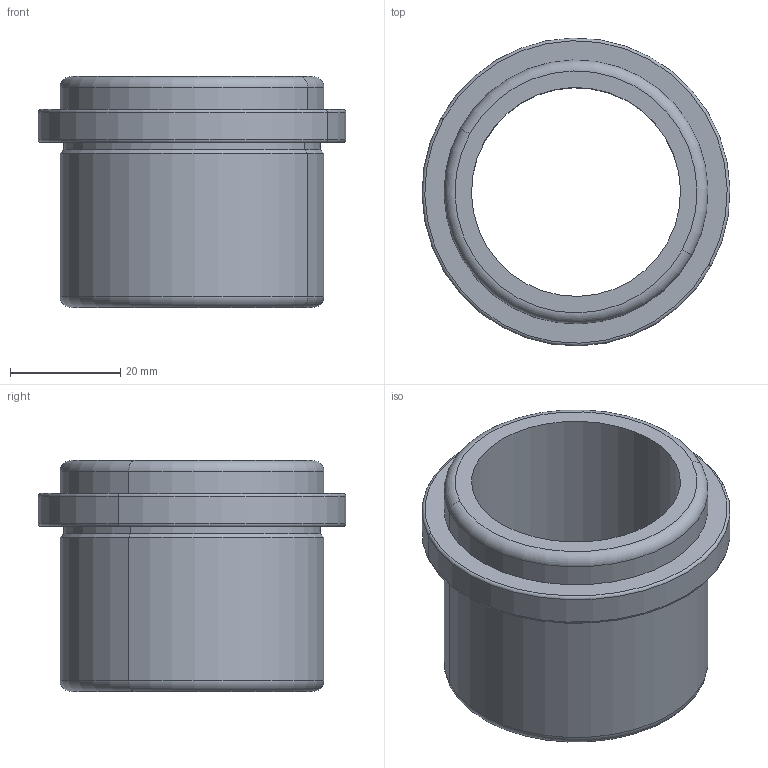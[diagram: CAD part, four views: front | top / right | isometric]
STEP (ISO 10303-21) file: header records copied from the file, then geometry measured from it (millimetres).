
FILE_DESCRIPTION(('CATIA V5 STEP Exchange'),'2;1');
FILE_NAME('RDBA300C.3042.stp','2017-03-19T23:15:10+00:00',('none'),('none'),'CATIA Version 5 Release 19 GA (IN-10)','CATIA V5 STEP AP203','none');
FILE_SCHEMA(('CONFIG_CONTROL_DESIGN'));
Length unit declared in the file: millimetre
Products named in the file (1): RDBA300C.3042
Bounding box: 55.98 x 55.98 x 42 mm (x, y, z)
Volume: 31844.6 mm3; surface area: 13957.7 mm2
Topology: 1 solids, 1 shells, 24 faces, 53 edges, 38 vertices
Faces by surface type: cylinder 10, torus 8, plane 4, cone 2
Entity records: 655 total; most frequent: CARTESIAN_POINT 110, ORIENTED_EDGE 96, DIRECTION 87, AXIS2_PLACEMENT_3D 56, EDGE_CURVE 48, CIRCLE 38, EDGE_LOOP 28, VERTEX_POINT 28
